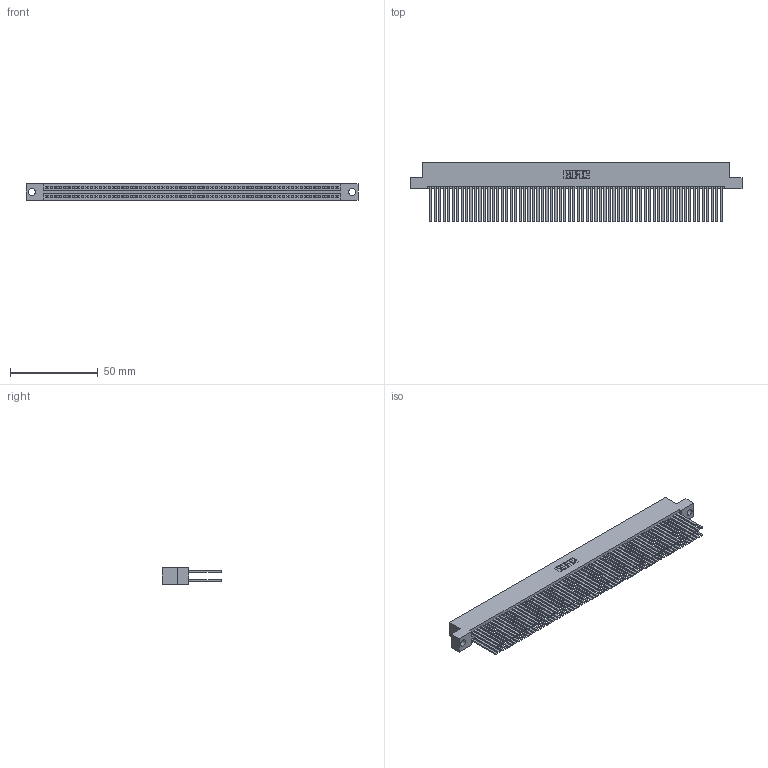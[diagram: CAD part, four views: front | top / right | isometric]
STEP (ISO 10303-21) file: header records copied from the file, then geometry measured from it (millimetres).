
FILE_DESCRIPTION (( 'STEP AP203' ), '1' );
FILE_NAME ('345-132-544-204.STEP', '2018-10-20T05:23:43', ( '' ), ( '' ), 'SwSTEP 2.0', 'SolidWorks 2016', '' );
FILE_SCHEMA (( 'CONFIG_CONTROL_DESIGN' ));
Length unit declared in the file: inch
Products named in the file (3): 345 Part_Flush Mounting Lugs - 0.156 Dia-TH; 345-292-001_345-293-144; 345-132-544-204
Assembly tree (133 placements, depth 2):
  345-132-544-204
    345 Part_Flush Mounting Lugs - 0.156 Dia-TH
    345-292-001_345-293-144  x132
Bounding box: 188.85 x 33.96 x 9.4 mm (x, y, z)
Volume: 20330.3 mm3; surface area: 35755 mm2
Topology: 133 solids, 133 shells, 5934 faces, 17633 edges, 11578 vertices
Faces by surface type: plane 3908, cylinder 2026
Entity records: 48373 total; most frequent: CARTESIAN_POINT 8084, ORIENTED_EDGE 8018, DIRECTION 7097, EDGE_CURVE 4009, LINE 3617, VECTOR 3617, VERTEX_POINT 2670, AXIS2_PLACEMENT_3D 1740
